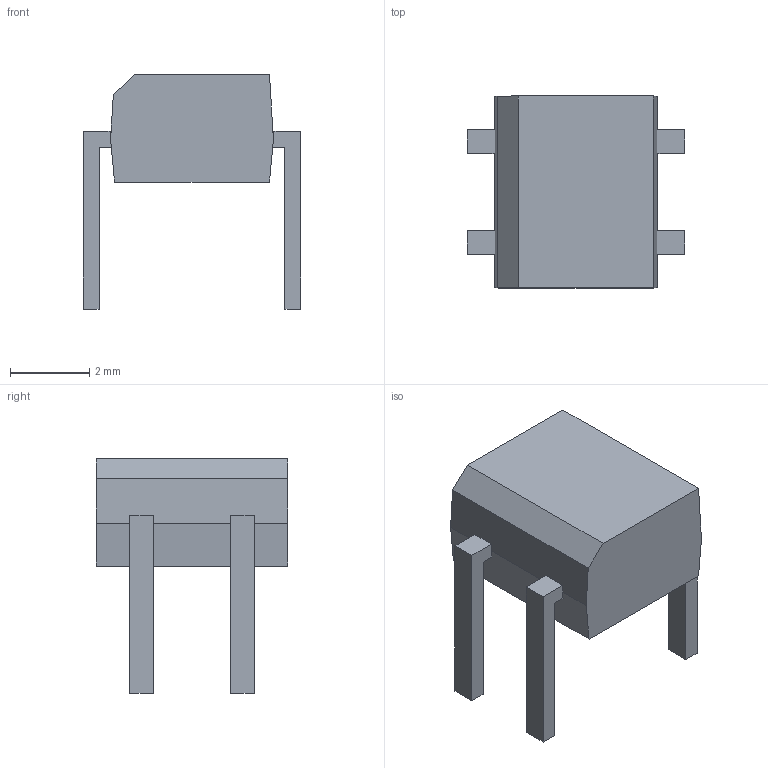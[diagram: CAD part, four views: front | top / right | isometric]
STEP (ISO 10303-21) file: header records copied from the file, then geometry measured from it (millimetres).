
FILE_DESCRIPTION(('FreeCAD Model'),'2;1');
FILE_NAME('Diode_Bridge_DIP-4_W5.08mm_P2.54mm.step','2018-01-05T12:41:42',( 'kicad StepUp'),('ksu MCAD'),'Open CASCADE STEP processor 6.8', 'FreeCAD','Unknown');
FILE_SCHEMA(('AUTOMOTIVE_DESIGN_CC2 { 1 2 10303 214 -1 1 5 4 }'));
Length unit declared in the file: millimetre
Products named in the file (1): Diode_Bridge_DIP-4_W5.08mm_P2.54mm
Bounding box: 5.48 x 4.83 x 5.9 mm (x, y, z)
Volume: 56.1 mm3; surface area: 122.1 mm2
Topology: 1 solids, 1 shells, 37 faces, 105 edges, 70 vertices
Faces by surface type: plane 37
Entity records: 1451 total; most frequent: CARTESIAN_POINT 213, ORIENTED_EDGE 210, DIRECTION 181, EDGE_CURVE 105, LINE 105, VECTOR 105, VERTEX_POINT 70, AXIS2_PLACEMENT_3D 38
